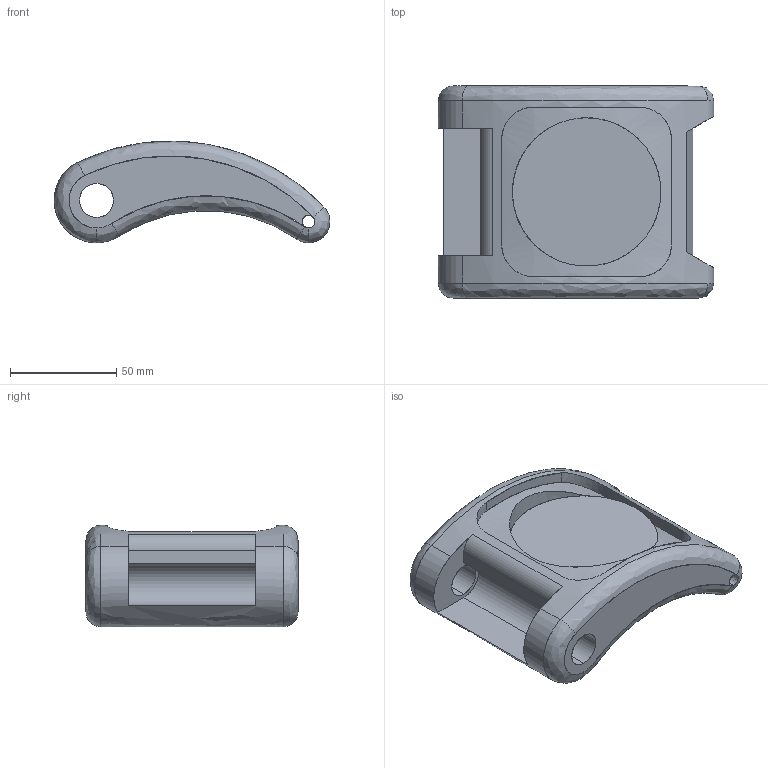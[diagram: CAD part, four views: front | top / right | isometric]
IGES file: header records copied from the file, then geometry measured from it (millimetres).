
Start section: SolidWorks IGES file using analytic representation for surfaces
Bounding box: 130 x 100 x 47.94 mm (x, y, z)
Surface area: 44123.3 mm2 (no closed solid volume)
Topology: 0 solids, 0 shells, 56 faces, 1132 edges, 1132 vertices
Faces by surface type: bspline 29, revolution 27
